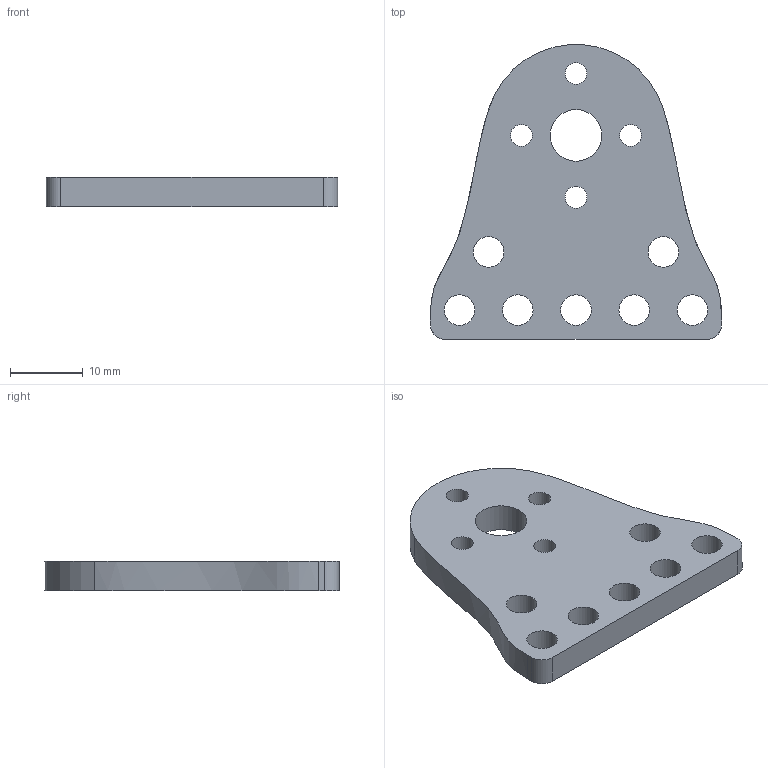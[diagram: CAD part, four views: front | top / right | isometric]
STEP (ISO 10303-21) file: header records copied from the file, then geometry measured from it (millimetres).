
FILE_DESCRIPTION(/* description */ (''),/* implementation_level */ '2;1');
FILE_NAME(/* name */ '25mm Motor Mount.stp',/* time_stamp */ '2018-03-28T14:40:16-04:00',/* author */ ('JM_MRI'),/* organization */ (''),/* preprocessor_version */ 'ST-DEVELOPER v16.13',/* originating_system */ 'Autodesk Inventor 2018',/* authorisation */ '');
FILE_SCHEMA (('AUTOMOTIVE_DESIGN { 1 0 10303 214 3 1 1 }'));
Length unit declared in the file: millimetre
Products named in the file (1): 25mm Motor Mount
Bounding box: 40 x 40.45 x 4 mm (x, y, z)
Volume: 4051.6 mm3; surface area: 3179.9 mm2
Topology: 1 solids, 1 shells, 22 faces, 60 edges, 40 vertices
Faces by surface type: cylinder 15, plane 5, bspline 2
Full cylindrical faces by diameter (mm): 3 x4, 4.2 x7, 7.1 x1
Entity records: 769 total; most frequent: CARTESIAN_POINT 153, DIRECTION 116, ORIENTED_EDGE 96, EDGE_LOOP 58, AXIS2_PLACEMENT_3D 51, EDGE_CURVE 48, VERTEX_POINT 40, FACE_BOUND 36
